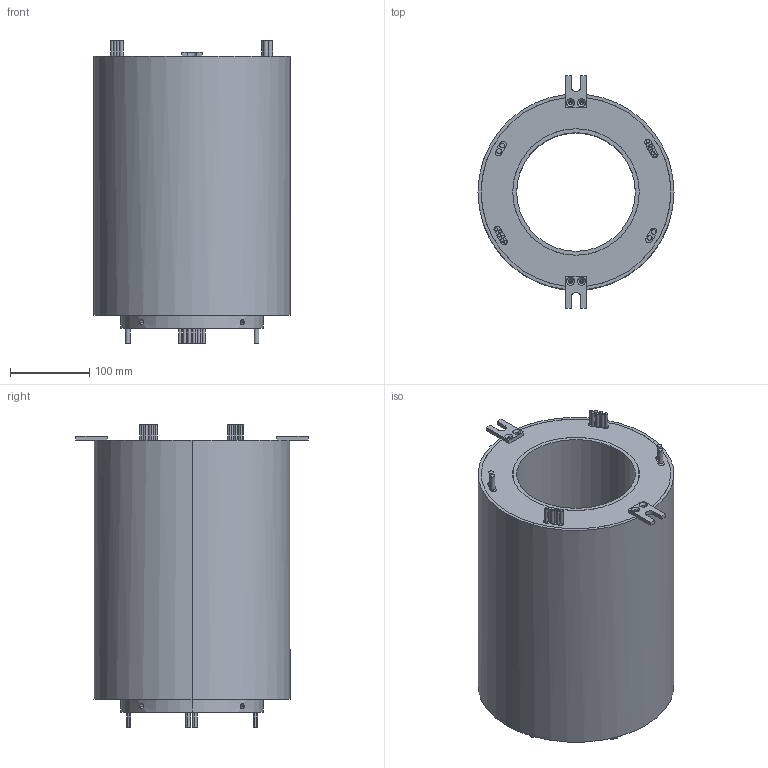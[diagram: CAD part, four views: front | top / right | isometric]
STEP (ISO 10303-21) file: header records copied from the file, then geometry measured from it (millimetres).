
FILE_DESCRIPTION (( 'STEP AP203' ), '1' );
FILE_NAME ('MT150248-P1340-S20(C0065).STEP', '2021-02-01T06:11:00', ( '微软用户' ), ( '微软中国' ), 'SwSTEP 2.0', 'SolidWorks 2014', '' );
FILE_SCHEMA (( 'CONFIG_CONTROL_DESIGN' ));
Length unit declared in the file: millimetre
Products named in the file (1): MT150248-P1340-S20(C0065)
Bounding box: 248 x 294 x 383.45 mm (x, y, z)
Volume: 10186888.6 mm3; surface area: 519726.3 mm2
Topology: 1 solids, 1 shells, 246 faces, 560 edges, 360 vertices
Faces by surface type: cylinder 146, plane 84, cone 16
Entity records: 7545 total; most frequent: CARTESIAN_POINT 1671, DIRECTION 1326, ORIENTED_EDGE 1104, EDGE_CURVE 552, AXIS2_PLACEMENT_3D 543, VERTEX_POINT 360, EDGE_LOOP 312, CIRCLE 296
